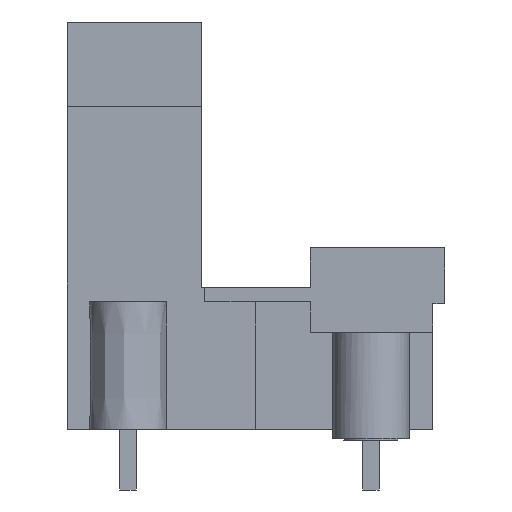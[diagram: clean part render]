
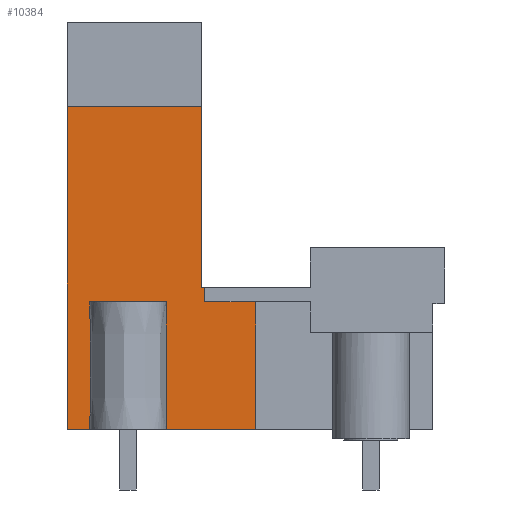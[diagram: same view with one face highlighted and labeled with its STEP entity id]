
A CAD part, left-side view. The second image highlights one B-rep face of the part: STEP entity #10384.
In plain terms, the highlighted planar face has unit normal (-1, 0, 0).
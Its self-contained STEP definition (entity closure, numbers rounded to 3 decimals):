
#10309=AXIS2_PLACEMENT_3D('Plane Axis2P3D',#10306,#10307,#10308) ;
#5729=CARTESIAN_POINT('Vertex',(3.84,23.67,3.8)) ;
#5732=CARTESIAN_POINT('Line Origine',(3.84,23.67,13.93)) ;
#5736=CARTESIAN_POINT('Vertex',(3.84,23.67,24.06)) ;
#6033=CARTESIAN_POINT('Vertex',(3.84,15.24,24.06)) ;
#6036=CARTESIAN_POINT('Line Origine',(3.84,15.24,18.38)) ;
#6040=CARTESIAN_POINT('Vertex',(3.84,15.24,12.7)) ;
#6929=CARTESIAN_POINT('Vertex',(3.84,21.887,3.8)) ;
#6932=CARTESIAN_POINT('Line Origine',(3.84,22.779,3.8)) ;
#7146=CARTESIAN_POINT('Vertex',(3.84,11.84,3.8)) ;
#7149=CARTESIAN_POINT('Line Origine',(3.84,13.165,3.8)) ;
#7153=CARTESIAN_POINT('Vertex',(3.84,14.49,3.8)) ;
#7156=CARTESIAN_POINT('Line Origine',(3.84,16.171,3.8)) ;
#7160=CARTESIAN_POINT('Vertex',(3.84,17.853,3.8)) ;
#10306=CARTESIAN_POINT('Axis2P3D Location',(3.84,23.67,3.2)) ;
#10311=CARTESIAN_POINT('Line Origine',(3.84,20.055,24.06)) ;
#10315=CARTESIAN_POINT('Vertex',(3.84,16.44,24.06)) ;
#10318=CARTESIAN_POINT('Line Origine',(3.84,21.887,7.8)) ;
#10322=CARTESIAN_POINT('Vertex',(3.84,21.887,11.8)) ;
#10325=CARTESIAN_POINT('Line Origine',(3.84,19.87,11.8)) ;
#10329=CARTESIAN_POINT('Vertex',(3.84,17.853,11.8)) ;
#10332=CARTESIAN_POINT('Line Origine',(3.84,17.853,7.8)) ;
#10337=CARTESIAN_POINT('Line Origine',(3.84,11.84,7.8)) ;
#10341=CARTESIAN_POINT('Vertex',(3.84,11.84,11.8)) ;
#10344=CARTESIAN_POINT('Line Origine',(3.84,13.44,11.8)) ;
#10348=CARTESIAN_POINT('Vertex',(3.84,15.04,11.8)) ;
#10351=CARTESIAN_POINT('Line Origine',(3.84,15.04,12.25)) ;
#10355=CARTESIAN_POINT('Vertex',(3.84,15.04,12.7)) ;
#10358=CARTESIAN_POINT('Line Origine',(3.84,15.14,12.7)) ;
#10363=CARTESIAN_POINT('Line Origine',(3.84,15.84,24.06)) ;
#5733=DIRECTION('Vector Direction',(0.,0.,1.)) ;
#6037=DIRECTION('Vector Direction',(0.,0.,1.)) ;
#6933=DIRECTION('Vector Direction',(0.,1.,0.)) ;
#7150=DIRECTION('Vector Direction',(0.,-1.,0.)) ;
#7157=DIRECTION('Vector Direction',(0.,1.,0.)) ;
#10307=DIRECTION('Axis2P3D Direction',(-1.,0.,0.)) ;
#10308=DIRECTION('Axis2P3D XDirection',(0.,-1.,0.)) ;
#10312=DIRECTION('Vector Direction',(0.,1.,0.)) ;
#10319=DIRECTION('Vector Direction',(0.,0.,1.)) ;
#10326=DIRECTION('Vector Direction',(0.,1.,0.)) ;
#10333=DIRECTION('Vector Direction',(0.,0.,1.)) ;
#10338=DIRECTION('Vector Direction',(0.,0.,1.)) ;
#10345=DIRECTION('Vector Direction',(0.,1.,0.)) ;
#10352=DIRECTION('Vector Direction',(0.,0.,-1.)) ;
#10359=DIRECTION('Vector Direction',(0.,-1.,0.)) ;
#10364=DIRECTION('Vector Direction',(0.,-1.,0.)) ;
#5734=VECTOR('Line Direction',#5733,1.) ;
#6038=VECTOR('Line Direction',#6037,1.) ;
#6934=VECTOR('Line Direction',#6933,1.) ;
#7151=VECTOR('Line Direction',#7150,1.) ;
#7158=VECTOR('Line Direction',#7157,1.) ;
#10313=VECTOR('Line Direction',#10312,1.) ;
#10320=VECTOR('Line Direction',#10319,1.) ;
#10327=VECTOR('Line Direction',#10326,1.) ;
#10334=VECTOR('Line Direction',#10333,1.) ;
#10339=VECTOR('Line Direction',#10338,1.) ;
#10346=VECTOR('Line Direction',#10345,1.) ;
#10353=VECTOR('Line Direction',#10352,1.) ;
#10360=VECTOR('Line Direction',#10359,1.) ;
#10365=VECTOR('Line Direction',#10364,1.) ;
#10369=ORIENTED_EDGE('',*,*,#10317,.T.) ;
#10370=ORIENTED_EDGE('',*,*,#5738,.T.) ;
#10371=ORIENTED_EDGE('',*,*,#6936,.F.) ;
#10372=ORIENTED_EDGE('',*,*,#10324,.T.) ;
#10373=ORIENTED_EDGE('',*,*,#10331,.F.) ;
#10374=ORIENTED_EDGE('',*,*,#10336,.F.) ;
#10375=ORIENTED_EDGE('',*,*,#7162,.F.) ;
#10376=ORIENTED_EDGE('',*,*,#7155,.T.) ;
#10377=ORIENTED_EDGE('',*,*,#10343,.T.) ;
#10378=ORIENTED_EDGE('',*,*,#10350,.T.) ;
#10379=ORIENTED_EDGE('',*,*,#10357,.F.) ;
#10380=ORIENTED_EDGE('',*,*,#10362,.F.) ;
#10381=ORIENTED_EDGE('',*,*,#6042,.T.) ;
#10382=ORIENTED_EDGE('',*,*,#10367,.T.) ;
#10384=ADVANCED_FACE('HOUSING',(#10383),#10310,.T.) ;
#5738=EDGE_CURVE('',#5737,#5730,#5735,.F.) ;
#6042=EDGE_CURVE('',#6041,#6034,#6039,.T.) ;
#6936=EDGE_CURVE('',#6930,#5730,#6935,.T.) ;
#7155=EDGE_CURVE('',#7154,#7147,#7152,.T.) ;
#7162=EDGE_CURVE('',#7154,#7161,#7159,.T.) ;
#10317=EDGE_CURVE('',#10316,#5737,#10314,.T.) ;
#10324=EDGE_CURVE('',#6930,#10323,#10321,.T.) ;
#10331=EDGE_CURVE('',#10330,#10323,#10328,.T.) ;
#10336=EDGE_CURVE('',#7161,#10330,#10335,.T.) ;
#10343=EDGE_CURVE('',#7147,#10342,#10340,.T.) ;
#10350=EDGE_CURVE('',#10342,#10349,#10347,.T.) ;
#10357=EDGE_CURVE('',#10356,#10349,#10354,.T.) ;
#10362=EDGE_CURVE('',#6041,#10356,#10361,.T.) ;
#10367=EDGE_CURVE('',#6034,#10316,#10366,.F.) ;
#10368=EDGE_LOOP('',(#10369,#10370,#10371,#10372,#10373,#10374,#10375,#10376,#10377,#10378,#10379,#10380,#10381,#10382)) ;
#10383=FACE_OUTER_BOUND('',#10368,.T.) ;
#5735=LINE('Line',#5732,#5734) ;
#6039=LINE('Line',#6036,#6038) ;
#6935=LINE('Line',#6932,#6934) ;
#7152=LINE('Line',#7149,#7151) ;
#7159=LINE('Line',#7156,#7158) ;
#10314=LINE('Line',#10311,#10313) ;
#10321=LINE('Line',#10318,#10320) ;
#10328=LINE('Line',#10325,#10327) ;
#10335=LINE('Line',#10332,#10334) ;
#10340=LINE('Line',#10337,#10339) ;
#10347=LINE('Line',#10344,#10346) ;
#10354=LINE('Line',#10351,#10353) ;
#10361=LINE('Line',#10358,#10360) ;
#10366=LINE('Line',#10363,#10365) ;
#10310=PLANE('',#10309) ;
#5730=VERTEX_POINT('',#5729) ;
#5737=VERTEX_POINT('',#5736) ;
#6034=VERTEX_POINT('',#6033) ;
#6041=VERTEX_POINT('',#6040) ;
#6930=VERTEX_POINT('',#6929) ;
#7147=VERTEX_POINT('',#7146) ;
#7154=VERTEX_POINT('',#7153) ;
#7161=VERTEX_POINT('',#7160) ;
#10316=VERTEX_POINT('',#10315) ;
#10323=VERTEX_POINT('',#10322) ;
#10330=VERTEX_POINT('',#10329) ;
#10342=VERTEX_POINT('',#10341) ;
#10349=VERTEX_POINT('',#10348) ;
#10356=VERTEX_POINT('',#10355) ;
